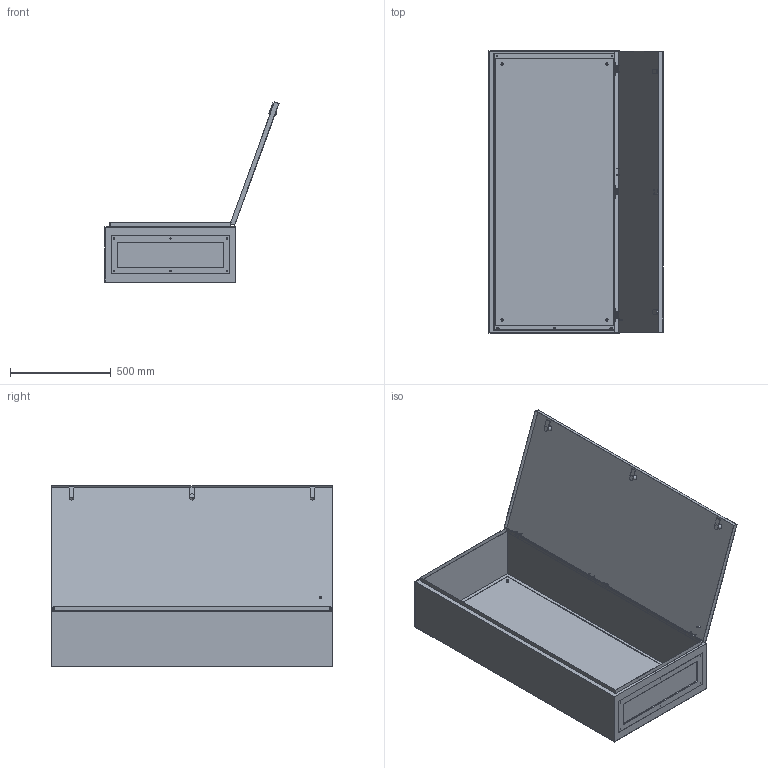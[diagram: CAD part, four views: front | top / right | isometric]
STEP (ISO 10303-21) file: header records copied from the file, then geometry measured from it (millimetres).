
FILE_DESCRIPTION (( 'STEP AP214' ), '1' );
FILE_NAME ('SHMP-7-0 IP54.STEP', '2017-02-10T06:10:15', ( '' ), ( '' ), 'SwSTEP 2.0', 'SolidWorks 2014', '' );
FILE_SCHEMA (( 'AUTOMOTIVE_DESIGN' ));
Length unit declared in the file: millimetre
Products named in the file (7): Gaika_6; Kryshka_1; Dver_7; Gaika_8; Mont.Panel_7; Obolochka_SHMP_7; SHMP-7-0 IP54
Assembly tree (14 placements, depth 2):
  SHMP-7-0 IP54
    Obolochka_SHMP_7
    Mont.Panel_7
    Dver_7
    Kryshka_1
    Gaika_8  x4
    Gaika_6  x6
Bounding box: 863.85 x 1400 x 896.07 mm (x, y, z)
Volume: 4160654.9 mm3; surface area: 8230373.6 mm2
Topology: 23 solids, 23 shells, 410 faces, 972 edges, 638 vertices
Faces by surface type: plane 254, cylinder 126, cone 30
Entity records: 10035 total; most frequent: DIRECTION 1730, CARTESIAN_POINT 1637, ORIENTED_EDGE 1560, EDGE_CURVE 780, AXIS2_PLACEMENT_3D 603, VECTOR 524, LINE 524, VERTEX_POINT 510
